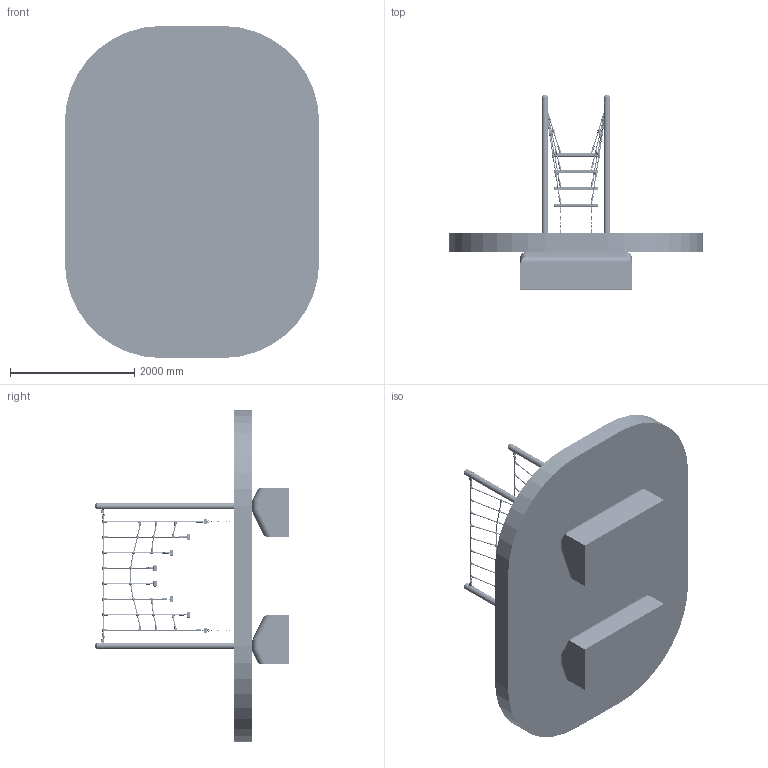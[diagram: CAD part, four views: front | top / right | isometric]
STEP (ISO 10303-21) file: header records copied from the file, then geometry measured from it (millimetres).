
FILE_DESCRIPTION (( 'STEP AP214' ), '1' );
FILE_NAME ('4591-30-12.STEP', '2019-06-24T12:46:51', ( '' ), ( '' ), 'SwSTEP 2.0', 'SolidWorks 2019', '' );
FILE_SCHEMA (( 'AUTOMOTIVE_DESIGN' ));
Length unit declared in the file: millimetre
Products named in the file (65): 4591-30-12; 55-471-0 - 6er Schäkel gerade-US; 461 - Kettenadapter mit 3 Glieder 6er KetteNEU; Seil12_Standard<Wie bearbeitet>; Sprosse-mit-Kette; Sicherung (3) von 6er Kettenglied; -12-Abdeckkappe-4591-30-2; 6 Glieder 6er Kette; Seil4_Standard<Wie bearbeitet>; Spiegeln55-02-08 - Schäkel M8 geschweift; Seil7_Standard<Wie bearbeitet>; -12-60-070-Spielart - Holzsprosse_; Seil10_Standard<Wie bearbeitet>; -12-Ringmutter M10; Knotenkugel ohne; -12-Fundamente; Seil2_Standard<Wie bearbeitet>; -12-Sicherheitsbereich; -12-Schelle-4591-30-2; Seil5_Standard<Wie bearbeitet>; 457-01-Kunststoff_Kausche_rot; Seil8_Standard<Wie bearbeitet>; Zsmb-4591-30-12; 6er Gabelkopf; Sicherung (8) von Kettenadapter ohne Kette; Seil11_Standard<Wie bearbeitet>; 6er Kettenglied_1; T-Stück_14_SN; -12-Pfosten-4591-30-2; Seil3_Standard<Wie bearbeitet>; -12-70-4594-70 - PA-Adapter_; Seil6_Standard<Wie bearbeitet>; Seil1_Standard<Wie bearbeitet>; Seil9_Standard<Wie bearbeitet>
Assembly tree (322 placements, depth 5):
  4591-30-12
    Zsmb-4591-30-12
      -12-Sicherheitsbereich
      -12-Fundamente  x2
      -12-Pfosten-4591-30-2  x4
      -12-Abdeckkappe-4591-30-2  x4
      -12-Schelle-4591-30-2  x4
      -12-70-4594-70 - PA-Adapter_  x4
      Spiegeln55-02-08 - Schäkel M8 geschweift  x4
      457-01-Kunststoff_Kausche_rot  x4
      Seil1_Standard<Wie bearbeitet>  x2
      -12-60-070-Spielart - Holzsprosse_  x6
      6er Gabelkopf  x16
      Sprosse-mit-Kette
        -12-60-070-Spielart - Holzsprosse_
        55-471-0 - 6er Schäkel gerade-US  x4
        -12-Ringmutter M10  x2
        6 Glieder 6er Kette
          6er Kettenglied_1  x3
          Sicherung (3) von 6er Kettenglied
        6 Glieder 6er Kette
          6er Kettenglied_1  x3
          Sicherung (3) von 6er Kettenglied
        6 Glieder 6er Kette
          6er Kettenglied_1  x3
          Sicherung (3) von 6er Kettenglied
        6 Glieder 6er Kette
          6er Kettenglied_1  x3
          Sicherung (3) von 6er Kettenglied
        6 Glieder 6er Kette
          6er Kettenglied_1  x3
          Sicherung (3) von 6er Kettenglied
        6 Glieder 6er Kette
          6er Kettenglied_1  x3
          Sicherung (3) von 6er Kettenglied
        6 Glieder 6er Kette
          6er Kettenglied_1  x3
          Sicherung (3) von 6er Kettenglied
        6 Glieder 6er Kette
          6er Kettenglied_1  x3
          Sicherung (3) von 6er Kettenglied
      461 - Kettenadapter mit 3 Glieder 6er KetteNEU
        6er Kettenglied_1  x3
        Sicherung (8) von Kettenadapter ohne Kette
      461 - Kettenadapter mit 3 Glieder 6er KetteNEU
        6er Kettenglied_1  x3
        Sicherung (8) von Kettenadapter ohne Kette
      461 - Kettenadapter mit 3 Glieder 6er KetteNEU
        6er Kettenglied_1  x3
        Sicherung (8) von Kettenadapter ohne Kette
      461 - Kettenadapter mit 3 Glieder 6er KetteNEU
        6er Kettenglied_1  x3
        Sicherung (8) von Kettenadapter ohne Kette
      Seil2_Standard<Wie bearbeitet>  x4
      Seil3_Standard<Wie bearbeitet>  x4
      Seil4_Standard<Wie bearbeitet>  x4
      Seil5_Standard<Wie bearbeitet>  x4
      Seil6_Standard<Wie bearbeitet>  x4
      Seil7_Standard<Wie bearbeitet>  x4
      Seil8_Standard<Wie bearbeitet>  x4
Bounding box: 4100 x 3138.96 x 5350 mm (x, y, z)
Volume: 7533826628.6 mm3; surface area: 71070243.6 mm2
Topology: 309 solids, 309 shells, 7854 faces, 19240 edges, 11136 vertices
Faces by surface type: cylinder 3164, torus 1668, plane 1442, cone 936, bspline 444, sphere 200
Entity records: 35267 total; most frequent: CARTESIAN_POINT 12233, DIRECTION 3939, ORIENTED_EDGE 3370, EDGE_CURVE 1685, AXIS2_PLACEMENT_3D 1625, VERTEX_POINT 1023, EDGE_LOOP 762, FACE_OUTER_BOUND 716
